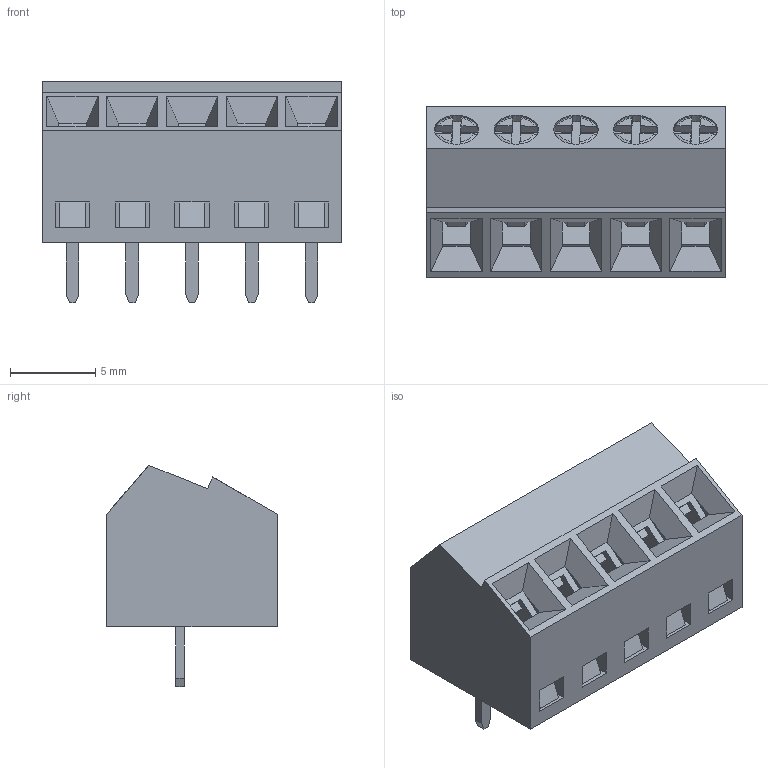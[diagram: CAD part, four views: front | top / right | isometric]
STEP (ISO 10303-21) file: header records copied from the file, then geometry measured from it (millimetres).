
FILE_DESCRIPTION(/* description */ ('Unknown'),/* implementation_level */ '2;1');
FILE_NAME(/* name */ '691221120005',/* time_stamp */ '2017-08-02T09:28:28+02:00',/* author */ ('Unknown'),/* organization */ ('Unknown'),/* preprocessor_version */ 'ST-DEVELOPER v16.7',/* originating_system */ 'DEX',/* authorisation */ $);
FILE_SCHEMA (('AUTOMOTIVE_DESIGN {1 0 10303 214 3 1 1}'));
Length unit declared in the file: millimetre
Products named in the file (6): 6912211200xx; 691221120005; 691221120005_BACK; 6912211200xx_MASS; 6912211200xx_VIS; 6912211200xx_PIN
Assembly tree (17 placements, depth 2):
  6912211200xx
    691221120005
    691221120005_BACK
    6912211200xx_MASS  x5
    6912211200xx_VIS  x5
    6912211200xx_PIN  x5
Bounding box: 17.5 x 10 x 12.97 mm (x, y, z)
Volume: 954.6 mm3; surface area: 3341.7 mm2
Topology: 17 solids, 17 shells, 549 faces, 1459 edges, 961 vertices
Faces by surface type: plane 469, cylinder 55, torus 25
Full cylindrical faces by diameter (mm): 1.7 x10, 2 x5, 2.6 x10
Entity records: 10935 total; most frequent: CARTESIAN_POINT 1921, ORIENTED_EDGE 1838, DIRECTION 1712, EDGE_CURVE 919, LINE 828, VECTOR 828, VERTEX_POINT 619, AXIS2_PLACEMENT_3D 442
